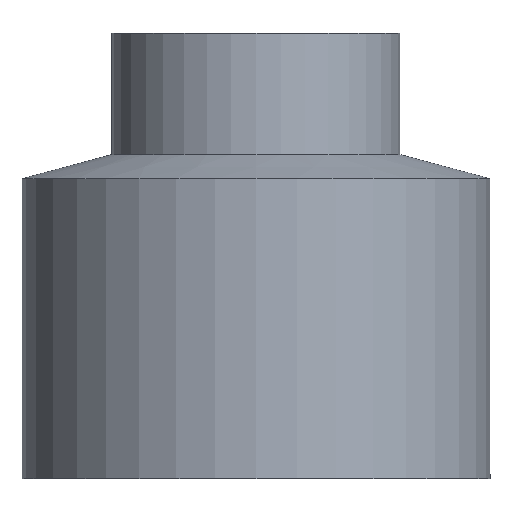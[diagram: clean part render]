
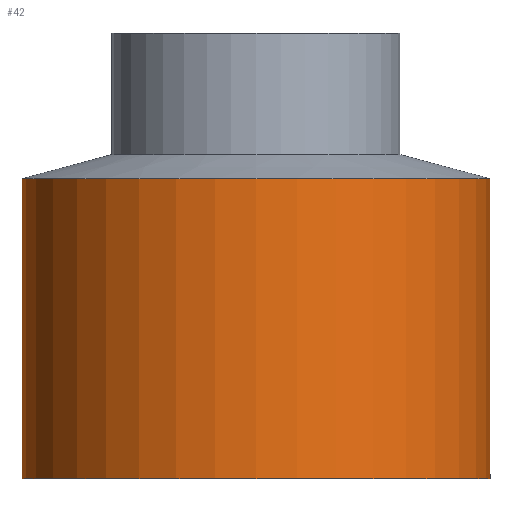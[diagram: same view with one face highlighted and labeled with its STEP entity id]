
A CAD part, front view. The second image highlights one B-rep face of the part: STEP entity #42.
In plain terms, the highlighted cylindrical face has radius 13 mm (diameter 26 mm), a full revolution.
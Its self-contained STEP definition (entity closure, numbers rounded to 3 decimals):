
#42=ADVANCED_FACE('',(#51,#52),#46,.T.);
#46=CYLINDRICAL_SURFACE('',#111,13.);
#51=FACE_BOUND('',#57,.T.);
#52=FACE_BOUND('',#58,.T.);
#57=EDGE_LOOP('',(#65));
#58=EDGE_LOOP('',(#66));
#65=ORIENTED_EDGE('',*,*,#76,.T.);
#66=ORIENTED_EDGE('',*,*,#75,.F.);
#71=VERTEX_POINT('',#149);
#72=VERTEX_POINT('',#152);
#75=EDGE_CURVE('',#71,#71,#79,.T.);
#76=EDGE_CURVE('',#72,#72,#80,.T.);
#79=CIRCLE('',#108,13.);
#80=CIRCLE('',#110,13.);
#108=AXIS2_PLACEMENT_3D('',#148,#126,#127);
#110=AXIS2_PLACEMENT_3D('',#151,#130,#131);
#111=AXIS2_PLACEMENT_3D('',#153,#132,#133);
#126=DIRECTION('',(0.,0.,1.));
#127=DIRECTION('',(1.,0.,0.));
#130=DIRECTION('',(0.,0.,1.));
#131=DIRECTION('',(1.,0.,0.));
#132=DIRECTION('',(0.,0.,1.));
#133=DIRECTION('',(1.,0.,0.));
#148=CARTESIAN_POINT('',(0.,0.,-8.069));
#149=CARTESIAN_POINT('',(13.,0.,-8.069));
#151=CARTESIAN_POINT('',(0.,0.,-24.729));
#152=CARTESIAN_POINT('',(13.,0.,-24.729));
#153=CARTESIAN_POINT('',(0.,0.,-24.729));
